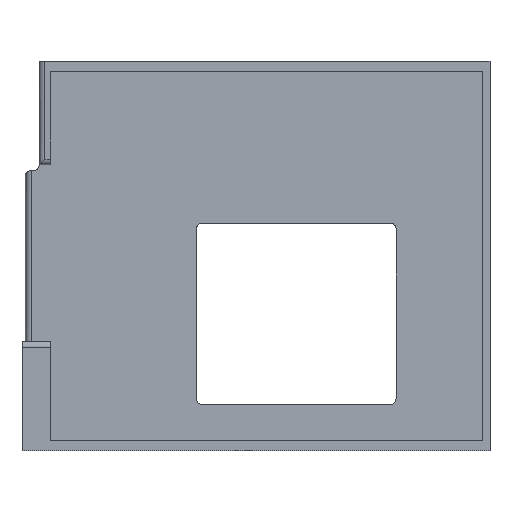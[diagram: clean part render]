
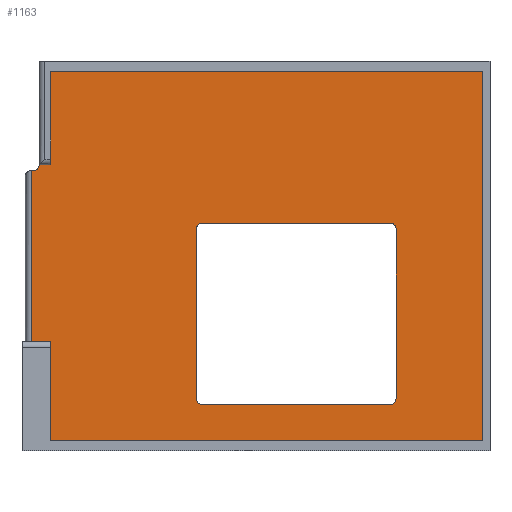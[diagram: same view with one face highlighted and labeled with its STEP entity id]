
A CAD part, top view. The second image highlights one B-rep face of the part: STEP entity #1163.
In plain terms, the highlighted planar face has unit normal (0, 0, 1).
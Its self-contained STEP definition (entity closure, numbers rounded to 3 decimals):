
#25=FACE_BOUND('',#167,.T.);
#40=PLANE('',#1273);
#99=FACE_OUTER_BOUND('',#166,.T.);
#166=EDGE_LOOP('',(#912,#913,#914,#915,#916,#917,#918,#919,#920,#921));
#167=EDGE_LOOP('',(#922,#923,#924,#925,#926,#927,#928,#929));
#222=LINE('',#1715,#351);
#228=LINE('',#1734,#357);
#230=LINE('',#1741,#359);
#259=LINE('',#1813,#388);
#263=LINE('',#1825,#392);
#267=LINE('',#1837,#396);
#272=LINE('',#1849,#401);
#276=LINE('',#1864,#405);
#277=LINE('',#1866,#406);
#278=LINE('',#1868,#407);
#279=LINE('',#1870,#408);
#280=LINE('',#1872,#409);
#281=LINE('',#1873,#410);
#351=VECTOR('',#1367,10.);
#357=VECTOR('',#1385,10.);
#359=VECTOR('',#1393,10.);
#388=VECTOR('',#1448,10.);
#392=VECTOR('',#1460,10.);
#396=VECTOR('',#1472,10.);
#401=VECTOR('',#1485,10.);
#405=VECTOR('',#1509,10.);
#406=VECTOR('',#1510,10.);
#407=VECTOR('',#1511,10.);
#408=VECTOR('',#1512,10.);
#409=VECTOR('',#1513,10.);
#410=VECTOR('',#1514,10.);
#474=CIRCLE('',#1231,0.5);
#482=CIRCLE('',#1249,0.5);
#484=CIRCLE('',#1253,0.5);
#486=CIRCLE('',#1257,0.5);
#488=CIRCLE('',#1261,0.5);
#522=VERTEX_POINT('',#1713);
#523=VERTEX_POINT('',#1714);
#526=VERTEX_POINT('',#1722);
#530=VERTEX_POINT('',#1732);
#532=VERTEX_POINT('',#1740);
#558=VERTEX_POINT('',#1803);
#559=VERTEX_POINT('',#1804);
#562=VERTEX_POINT('',#1812);
#564=VERTEX_POINT('',#1818);
#566=VERTEX_POINT('',#1824);
#568=VERTEX_POINT('',#1830);
#570=VERTEX_POINT('',#1836);
#572=VERTEX_POINT('',#1842);
#574=VERTEX_POINT('',#1863);
#575=VERTEX_POINT('',#1865);
#576=VERTEX_POINT('',#1867);
#577=VERTEX_POINT('',#1869);
#578=VERTEX_POINT('',#1871);
#634=EDGE_CURVE('',#522,#523,#222,.T.);
#638=EDGE_CURVE('',#526,#522,#474,.T.);
#644=EDGE_CURVE('',#530,#523,#228,.T.);
#647=EDGE_CURVE('',#532,#526,#230,.T.);
#679=EDGE_CURVE('',#558,#559,#482,.T.);
#683=EDGE_CURVE('',#562,#559,#259,.T.);
#686=EDGE_CURVE('',#562,#564,#484,.T.);
#689=EDGE_CURVE('',#566,#564,#263,.T.);
#692=EDGE_CURVE('',#566,#568,#486,.T.);
#695=EDGE_CURVE('',#570,#568,#267,.T.);
#698=EDGE_CURVE('',#570,#572,#488,.T.);
#702=EDGE_CURVE('',#558,#572,#272,.T.);
#710=EDGE_CURVE('',#530,#574,#276,.T.);
#711=EDGE_CURVE('',#574,#575,#277,.T.);
#712=EDGE_CURVE('',#575,#576,#278,.T.);
#713=EDGE_CURVE('',#576,#577,#279,.T.);
#714=EDGE_CURVE('',#577,#578,#280,.T.);
#715=EDGE_CURVE('',#578,#532,#281,.T.);
#912=ORIENTED_EDGE('',*,*,#634,.T.);
#913=ORIENTED_EDGE('',*,*,#644,.F.);
#914=ORIENTED_EDGE('',*,*,#710,.T.);
#915=ORIENTED_EDGE('',*,*,#711,.T.);
#916=ORIENTED_EDGE('',*,*,#712,.T.);
#917=ORIENTED_EDGE('',*,*,#713,.T.);
#918=ORIENTED_EDGE('',*,*,#714,.T.);
#919=ORIENTED_EDGE('',*,*,#715,.T.);
#920=ORIENTED_EDGE('',*,*,#647,.T.);
#921=ORIENTED_EDGE('',*,*,#638,.T.);
#922=ORIENTED_EDGE('',*,*,#695,.T.);
#923=ORIENTED_EDGE('',*,*,#692,.F.);
#924=ORIENTED_EDGE('',*,*,#689,.T.);
#925=ORIENTED_EDGE('',*,*,#686,.F.);
#926=ORIENTED_EDGE('',*,*,#683,.T.);
#927=ORIENTED_EDGE('',*,*,#679,.F.);
#928=ORIENTED_EDGE('',*,*,#702,.T.);
#929=ORIENTED_EDGE('',*,*,#698,.F.);
#1163=ADVANCED_FACE('',(#99,#25),#40,.T.);
#1231=AXIS2_PLACEMENT_3D('',#1723,#1373,#1374);
#1249=AXIS2_PLACEMENT_3D('',#1805,#1440,#1441);
#1253=AXIS2_PLACEMENT_3D('',#1819,#1453,#1454);
#1257=AXIS2_PLACEMENT_3D('',#1831,#1465,#1466);
#1261=AXIS2_PLACEMENT_3D('',#1843,#1477,#1478);
#1273=AXIS2_PLACEMENT_3D('',#1862,#1507,#1508);
#1367=DIRECTION('',(-1.,0.,0.));
#1373=DIRECTION('center_axis',(0.,0.,-1.));
#1374=DIRECTION('ref_axis',(0.707,-0.707,0.));
#1385=DIRECTION('',(0.,1.,0.));
#1393=DIRECTION('',(-1.,0.,0.));
#1440=DIRECTION('center_axis',(0.,0.,1.));
#1441=DIRECTION('ref_axis',(-0.707,0.707,0.));
#1448=DIRECTION('',(0.,1.,0.));
#1453=DIRECTION('center_axis',(0.,0.,1.));
#1454=DIRECTION('ref_axis',(-0.707,-0.707,0.));
#1460=DIRECTION('',(-1.,0.,0.));
#1465=DIRECTION('center_axis',(0.,0.,1.));
#1466=DIRECTION('ref_axis',(0.707,-0.707,0.));
#1472=DIRECTION('',(0.,-1.,0.));
#1477=DIRECTION('center_axis',(0.,0.,1.));
#1478=DIRECTION('ref_axis',(0.707,0.707,0.));
#1485=DIRECTION('',(1.,0.,0.));
#1507=DIRECTION('center_axis',(0.,0.,1.));
#1508=DIRECTION('ref_axis',(1.,0.,0.));
#1509=DIRECTION('',(1.,0.,0.));
#1510=DIRECTION('',(0.,-1.,0.));
#1511=DIRECTION('',(1.,0.,0.));
#1512=DIRECTION('',(0.,1.,0.));
#1513=DIRECTION('',(-1.,0.,0.));
#1514=DIRECTION('',(0.,-1.,0.));
#1713=CARTESIAN_POINT('',(-23.3,7.5,-1.271));
#1714=CARTESIAN_POINT('',(-23.5,7.5,-1.271));
#1715=CARTESIAN_POINT('',(-14.04,7.5,-1.271));
#1722=CARTESIAN_POINT('',(-22.8,8.,-1.271));
#1723=CARTESIAN_POINT('Origin',(-23.3,8.,-1.271));
#1732=CARTESIAN_POINT('',(-23.5,-7.5,-1.271));
#1734=CARTESIAN_POINT('',(-23.5,8.405,-1.271));
#1740=CARTESIAN_POINT('',(-21.8,8.,-1.271));
#1741=CARTESIAN_POINT('',(-14.04,8.,-1.271));
#1803=CARTESIAN_POINT('',(-8.504,2.9,-1.271));
#1804=CARTESIAN_POINT('',(-9.004,2.4,-1.271));
#1805=CARTESIAN_POINT('Origin',(-8.504,2.4,-1.271));
#1812=CARTESIAN_POINT('',(-9.004,-12.5,-1.271));
#1813=CARTESIAN_POINT('',(-9.004,-6.493,-1.271));
#1818=CARTESIAN_POINT('',(-8.504,-13.,-1.271));
#1819=CARTESIAN_POINT('Origin',(-8.504,-12.5,-1.271));
#1824=CARTESIAN_POINT('',(8.,-13.,-1.271));
#1825=CARTESIAN_POINT('',(2.11,-13.,-1.271));
#1830=CARTESIAN_POINT('',(8.5,-12.5,-1.271));
#1831=CARTESIAN_POINT('Origin',(8.,-12.5,-1.271));
#1836=CARTESIAN_POINT('',(8.5,2.4,-1.271));
#1837=CARTESIAN_POINT('',(8.5,1.357,-1.271));
#1842=CARTESIAN_POINT('',(8.,2.9,-1.271));
#1843=CARTESIAN_POINT('Origin',(8.,2.4,-1.271));
#1849=CARTESIAN_POINT('',(-6.392,2.9,-1.271));
#1862=CARTESIAN_POINT('Origin',(-3.78,0.015,-1.271));
#1863=CARTESIAN_POINT('',(-21.8,-7.5,-1.271));
#1864=CARTESIAN_POINT('',(-28.701,-7.5,-1.271));
#1865=CARTESIAN_POINT('',(-21.8,-16.2,-1.271));
#1866=CARTESIAN_POINT('',(-21.8,-8.093,-1.271));
#1867=CARTESIAN_POINT('',(16.1,-16.2,-1.271));
#1868=CARTESIAN_POINT('',(6.16,-16.2,-1.271));
#1869=CARTESIAN_POINT('',(16.1,16.2,-1.271));
#1870=CARTESIAN_POINT('',(16.1,8.107,-1.271));
#1871=CARTESIAN_POINT('',(-21.8,16.2,-1.271));
#1872=CARTESIAN_POINT('',(-12.79,16.2,-1.271));
#1873=CARTESIAN_POINT('',(-21.8,-8.093,-1.271));
